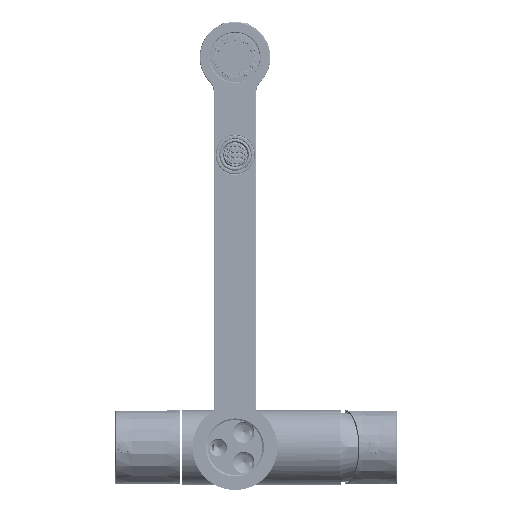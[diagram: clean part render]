
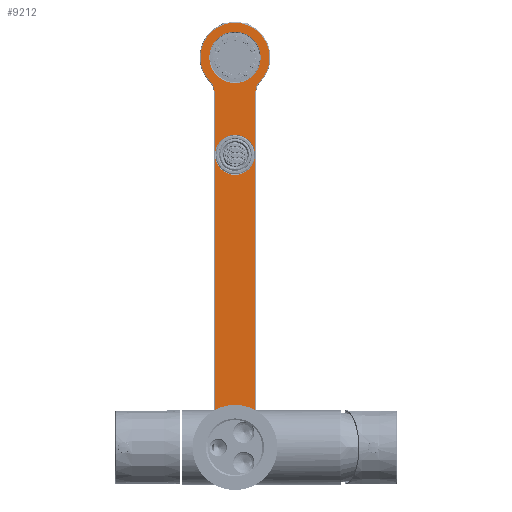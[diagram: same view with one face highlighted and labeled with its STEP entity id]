
A CAD part, front view. The second image highlights one B-rep face of the part: STEP entity #9212.
In plain terms, the highlighted planar face has unit normal (0, -1, 0).
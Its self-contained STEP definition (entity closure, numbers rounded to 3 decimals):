
#8317=CARTESIAN_POINT('',(0.,0.,12.));
#8318=DIRECTION('',(0.,1.,0.));
#8319=DIRECTION('',(0.,0.,-1.));
#8320=AXIS2_PLACEMENT_3D('',#8317,#8318,#8319);
#8322=CARTESIAN_POINT('',(0.,0.,12.));
#8323=DIRECTION('',(0.,1.,0.));
#8324=DIRECTION('',(0.,0.,1.));
#8325=AXIS2_PLACEMENT_3D('',#8322,#8323,#8324);
#8327=CARTESIAN_POINT('',(0.,0.,177.));
#8328=DIRECTION('',(0.,1.,0.));
#8329=DIRECTION('',(0.,0.,1.));
#8330=AXIS2_PLACEMENT_3D('',#8327,#8328,#8329);
#8332=CARTESIAN_POINT('',(0.,0.,177.));
#8333=DIRECTION('',(0.,1.,0.));
#8334=DIRECTION('',(0.,0.,-1.));
#8335=AXIS2_PLACEMENT_3D('',#8332,#8333,#8334);
#8337=DIRECTION('',(0.,0.,-1.));
#8338=VECTOR('',#8337,200.404);
#8339=CARTESIAN_POINT('',(11.5,0.,212.404));
#8340=LINE('',#8339,#8338);
#8341=CARTESIAN_POINT('',(0.,0.,12.));
#8342=DIRECTION('',(0.,1.,0.));
#8343=DIRECTION('',(1.,0.,0.));
#8344=AXIS2_PLACEMENT_3D('',#8341,#8342,#8343);
#8346=DIRECTION('',(0.,0.,1.));
#8347=VECTOR('',#8346,200.404);
#8348=CARTESIAN_POINT('',(-11.5,0.,12.));
#8349=LINE('',#8348,#8347);
#8350=CARTESIAN_POINT('',(-20.,0.,212.404));
#8351=DIRECTION('',(0.,-1.,0.));
#8352=DIRECTION('',(1.,0.,0.));
#8353=AXIS2_PLACEMENT_3D('',#8350,#8351,#8352);
#8355=CARTESIAN_POINT('',(0.,0.,232.));
#8356=DIRECTION('',(0.,1.,0.));
#8357=DIRECTION('',(-0.714,0.,-0.7));
#8358=AXIS2_PLACEMENT_3D('',#8355,#8356,#8357);
#8360=CARTESIAN_POINT('',(20.,0.,212.404));
#8361=DIRECTION('',(0.,-1.,0.));
#8362=DIRECTION('',(-0.714,0.,0.7));
#8363=AXIS2_PLACEMENT_3D('',#8360,#8361,#8362);
#8365=CARTESIAN_POINT('',(0.,0.,232.));
#8366=DIRECTION('',(0.,1.,0.));
#8367=DIRECTION('',(0.,0.,1.));
#8368=AXIS2_PLACEMENT_3D('',#8365,#8366,#8367);
#8370=CARTESIAN_POINT('',(0.,0.,232.));
#8371=DIRECTION('',(0.,1.,0.));
#8372=DIRECTION('',(0.,0.,-1.));
#8373=AXIS2_PLACEMENT_3D('',#8370,#8371,#8372);
#8620=CARTESIAN_POINT('',(0.,0.,2.));
#8621=CARTESIAN_POINT('',(0.,0.,22.));
#8622=VERTEX_POINT('',#8620);
#8623=VERTEX_POINT('',#8621);
#8680=CARTESIAN_POINT('',(11.5,0.,212.404));
#8681=CARTESIAN_POINT('',(11.5,0.,12.));
#8682=VERTEX_POINT('',#8680);
#8683=VERTEX_POINT('',#8681);
#8686=CARTESIAN_POINT('',(-11.5,0.,12.));
#8687=VERTEX_POINT('',#8686);
#8690=CARTESIAN_POINT('',(-11.5,0.,212.404));
#8691=VERTEX_POINT('',#8690);
#8716=CARTESIAN_POINT('',(-13.929,0.,218.353));
#8717=VERTEX_POINT('',#8716);
#8718=CARTESIAN_POINT('',(13.929,0.,218.353));
#8719=VERTEX_POINT('',#8718);
#8720=CARTESIAN_POINT('',(0.,0.,246.5));
#8721=CARTESIAN_POINT('',(0.,0.,217.5));
#8722=VERTEX_POINT('',#8720);
#8723=VERTEX_POINT('',#8721);
#8744=CARTESIAN_POINT('',(0.,0.,188.273));
#8745=CARTESIAN_POINT('',(0.,0.,165.727));
#8746=VERTEX_POINT('',#8744);
#8747=VERTEX_POINT('',#8745);
#9179=CARTESIAN_POINT('',(-12.,0.,216.));
#9180=DIRECTION('',(0.,-1.,0.));
#9181=DIRECTION('',(0.,0.,-1.));
#9182=AXIS2_PLACEMENT_3D('',#9179,#9180,#9181);
#9183=PLANE('',#9182);
#9185=ORIENTED_EDGE('',*,*,#9184,.T.);
#9186=ORIENTED_EDGE('',*,*,#8826,.T.);
#9187=ORIENTED_EDGE('',*,*,#8841,.T.);
#9188=ORIENTED_EDGE('',*,*,#8857,.T.);
#9190=ORIENTED_EDGE('',*,*,#9189,.T.);
#9192=ORIENTED_EDGE('',*,*,#9191,.T.);
#9193=EDGE_LOOP('',(#9185,#9186,#9187,#9188,#9190,#9192));
#9194=FACE_OUTER_BOUND('',#9193,.F.);
#9196=ORIENTED_EDGE('',*,*,#9195,.F.);
#9197=ORIENTED_EDGE('',*,*,#9169,.F.);
#9198=EDGE_LOOP('',(#9196,#9197));
#9199=FACE_BOUND('',#9198,.F.);
#9201=ORIENTED_EDGE('',*,*,#9200,.F.);
#9203=ORIENTED_EDGE('',*,*,#9202,.F.);
#9204=EDGE_LOOP('',(#9201,#9203));
#9205=FACE_BOUND('',#9204,.F.);
#9207=ORIENTED_EDGE('',*,*,#9206,.F.);
#9209=ORIENTED_EDGE('',*,*,#9208,.F.);
#9210=EDGE_LOOP('',(#9207,#9209));
#9211=FACE_BOUND('',#9210,.F.);
#9212=ADVANCED_FACE('',(#9194,#9199,#9205,#9211),#9183,.T.);
#8321=CIRCLE('',#8320,10.);
#8326=CIRCLE('',#8325,10.);
#8331=CIRCLE('',#8330,11.273);
#8336=CIRCLE('',#8335,11.273);
#8345=CIRCLE('',#8344,11.5);
#8354=CIRCLE('',#8353,8.5);
#8359=CIRCLE('',#8358,19.5);
#8364=CIRCLE('',#8363,8.5);
#8369=CIRCLE('',#8368,14.5);
#8374=CIRCLE('',#8373,14.5);
#8826=EDGE_CURVE('',#8683,#8687,#8345,.T.);
#8841=EDGE_CURVE('',#8687,#8691,#8349,.T.);
#8857=EDGE_CURVE('',#8691,#8717,#8354,.T.);
#9169=EDGE_CURVE('',#8747,#8746,#8336,.T.);
#9184=EDGE_CURVE('',#8682,#8683,#8340,.T.);
#9189=EDGE_CURVE('',#8717,#8719,#8359,.T.);
#9191=EDGE_CURVE('',#8719,#8682,#8364,.T.);
#9195=EDGE_CURVE('',#8746,#8747,#8331,.T.);
#9200=EDGE_CURVE('',#8622,#8623,#8321,.T.);
#9202=EDGE_CURVE('',#8623,#8622,#8326,.T.);
#9206=EDGE_CURVE('',#8722,#8723,#8369,.T.);
#9208=EDGE_CURVE('',#8723,#8722,#8374,.T.);
